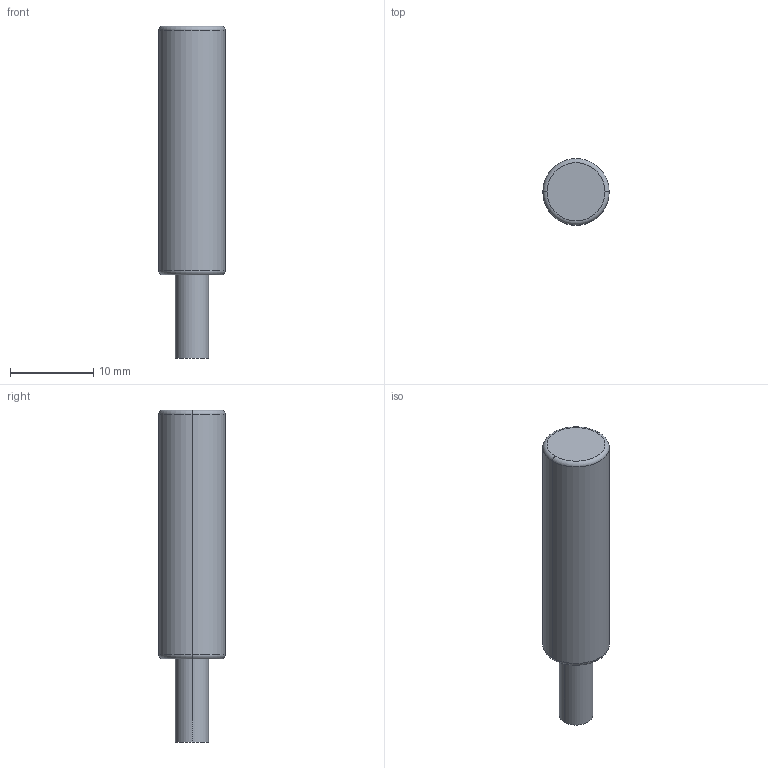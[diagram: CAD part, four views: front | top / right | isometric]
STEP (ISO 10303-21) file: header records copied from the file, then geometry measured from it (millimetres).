
FILE_DESCRIPTION((''),'2;1');
FILE_NAME('8G30_E000002A','2006-01-03T',('Pepperl+Fuchs'),('Industriehansa'),'PRO/ENGINEER BY PARAMETRIC TECHNOLOGY CORPORATION, 2005290','PRO/ENGINEER BY PARAMETRIC TECHNOLOGY CORPORATION, 2005290','');
FILE_SCHEMA(('AUTOMOTIVE_DESIGN_CC2 { 1 2 10303 214 -1 1 5 2 }'));
Length unit declared in the file: millimetre
Products named in the file (1): 8G30_E000002A
Bounding box: 8 x 8 x 40 mm (x, y, z)
Volume: 1631 mm3; surface area: 969.2 mm2
Topology: 1 solids, 1 shells, 11 faces, 70 edges, 64 vertices
Faces by surface type: torus 4, cylinder 4, plane 3
Entity records: 993 total; most frequent: DIRECTION 126, CARTESIAN_POINT 94, PRESENTATION_STYLE_ASSIGNMENT 87, STYLED_ITEM 84, CURVE_STYLE 77, TRIMMED_CURVE 50, COMPOSITE_CURVE_SEGMENT 48, COLOUR_RGB 47
